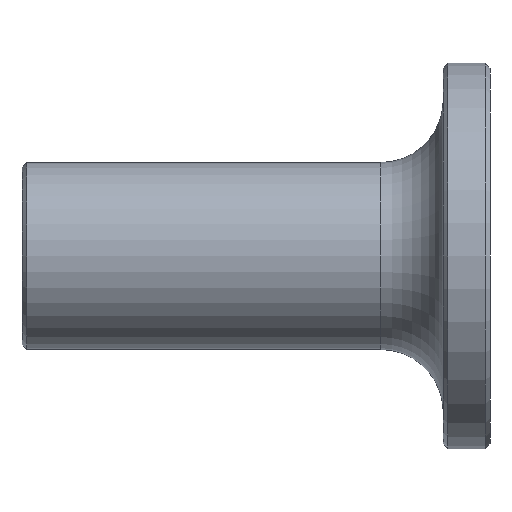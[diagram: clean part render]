
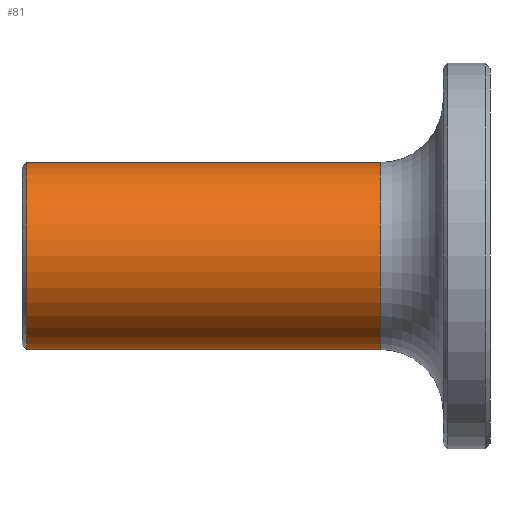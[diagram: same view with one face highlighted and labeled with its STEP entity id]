
A CAD part, front view. The second image highlights one B-rep face of the part: STEP entity #81.
In plain terms, the highlighted cylindrical face has radius 600 mm (diameter 1200 mm), a partial arc.
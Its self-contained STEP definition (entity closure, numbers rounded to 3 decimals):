
#21 = ORIENTED_EDGE ( 'NONE', *, *, #239, .T. ) ;
#36 = AXIS2_PLACEMENT_3D ( 'NONE', #506, #746, #635 ) ;
#39 = CARTESIAN_POINT ( 'NONE',  ( 0., 0., 0. ) ) ;
#72 = CARTESIAN_POINT ( 'NONE',  ( 30., 0., 600. ) ) ;
#81 = ADVANCED_FACE ( 'NONE', ( #728 ), #622, .T. ) ;
#85 = VERTEX_POINT ( 'NONE', #142 ) ;
#92 = CARTESIAN_POINT ( 'NONE',  ( 0., 0., 600. ) ) ;
#107 = VECTOR ( 'NONE', #309, 1000. ) ;
#140 = ORIENTED_EDGE ( 'NONE', *, *, #277, .F. ) ;
#142 = CARTESIAN_POINT ( 'NONE',  ( 2300., 0., -600. ) ) ;
#144 = CARTESIAN_POINT ( 'NONE',  ( 30., 0., -600. ) ) ;
#174 = ORIENTED_EDGE ( 'NONE', *, *, #603, .T. ) ;
#236 = AXIS2_PLACEMENT_3D ( 'NONE', #39, #253, #554 ) ;
#239 = EDGE_CURVE ( 'NONE', #85, #481, #362, .T. ) ;
#253 = DIRECTION ( 'NONE',  ( -1., 0., 0. ) ) ;
#254 = DIRECTION ( 'NONE',  ( 0., 0., -1. ) ) ;
#261 = DIRECTION ( 'NONE',  ( -1., 0., 0. ) ) ;
#277 = EDGE_CURVE ( 'NONE', #85, #292, #684, .T. ) ;
#292 = VERTEX_POINT ( 'NONE', #144 ) ;
#309 = DIRECTION ( 'NONE',  ( -1., 0., 0. ) ) ;
#341 = CARTESIAN_POINT ( 'NONE',  ( 2300., 0., 600. ) ) ;
#362 = CIRCLE ( 'NONE', #36, 600. ) ;
#393 = EDGE_LOOP ( 'NONE', ( #140, #21, #174, #495 ) ) ;
#419 = AXIS2_PLACEMENT_3D ( 'NONE', #503, #729, #254 ) ;
#442 = LINE ( 'NONE', #92, #107 ) ;
#481 = VERTEX_POINT ( 'NONE', #341 ) ;
#495 = ORIENTED_EDGE ( 'NONE', *, *, #518, .T. ) ;
#503 = CARTESIAN_POINT ( 'NONE',  ( 30., 0., 0. ) ) ;
#506 = CARTESIAN_POINT ( 'NONE',  ( 2300., 0., 0. ) ) ;
#518 = EDGE_CURVE ( 'NONE', #663, #292, #647, .T. ) ;
#554 = DIRECTION ( 'NONE',  ( 0., 0., 1. ) ) ;
#569 = CARTESIAN_POINT ( 'NONE',  ( 0., 0., -600. ) ) ;
#603 = EDGE_CURVE ( 'NONE', #481, #663, #442, .T. ) ;
#622 = CYLINDRICAL_SURFACE ( 'NONE', #236, 600. ) ;
#635 = DIRECTION ( 'NONE',  ( 0., 0., 1. ) ) ;
#647 = CIRCLE ( 'NONE', #419, 600. ) ;
#663 = VERTEX_POINT ( 'NONE', #72 ) ;
#684 = LINE ( 'NONE', #569, #763 ) ;
#728 = FACE_OUTER_BOUND ( 'NONE', #393, .T. ) ;
#729 = DIRECTION ( 'NONE',  ( 1., 0., 0. ) ) ;
#746 = DIRECTION ( 'NONE',  ( -1., 0., 0. ) ) ;
#763 = VECTOR ( 'NONE', #261, 1000. ) ;
